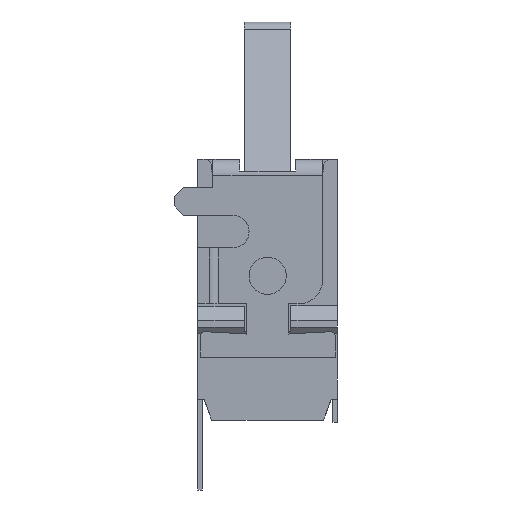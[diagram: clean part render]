
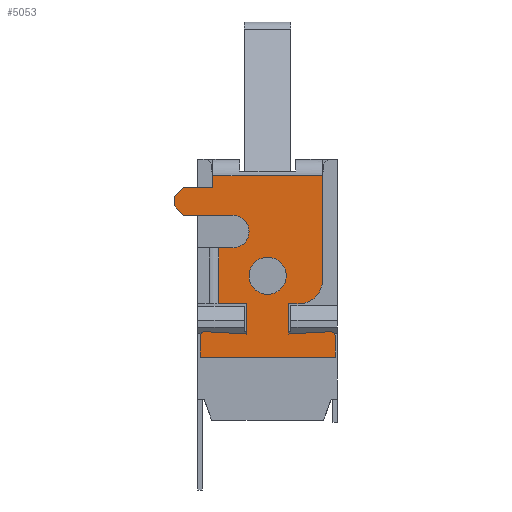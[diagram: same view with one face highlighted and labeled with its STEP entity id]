
A CAD part, left-side view. The second image highlights one B-rep face of the part: STEP entity #5053.
In plain terms, the highlighted planar face has unit normal (-1, 0, 0).
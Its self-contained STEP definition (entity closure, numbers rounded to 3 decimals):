
#16=FACE_BOUND('',#638,.T.);
#45=PLANE('',#5378);
#386=FACE_OUTER_BOUND('',#637,.T.);
#637=EDGE_LOOP('',(#3769,#3770,#3771,#3772,#3773,#3774,#3775,#3776,#3777,
#3778,#3779,#3780,#3781,#3782,#3783,#3784,#3785,#3786,#3787,#3788,#3789,
#3790,#3791));
#638=EDGE_LOOP('',(#3792,#3793));
#964=LINE('',#7219,#1642);
#971=LINE('',#7238,#1649);
#987=LINE('',#7278,#1665);
#992=LINE('',#7288,#1670);
#995=LINE('',#7296,#1673);
#1008=LINE('',#7337,#1686);
#1015=LINE('',#7354,#1693);
#1023=LINE('',#7372,#1701);
#1027=LINE('',#7381,#1705);
#1031=LINE('',#7387,#1709);
#1042=LINE('',#7415,#1720);
#1043=LINE('',#7417,#1721);
#1044=LINE('',#7419,#1722);
#1045=LINE('',#7420,#1723);
#1046=LINE('',#7421,#1724);
#1047=LINE('',#7423,#1725);
#1048=LINE('',#7425,#1726);
#1049=LINE('',#7427,#1727);
#1050=LINE('',#7428,#1728);
#1642=VECTOR('',#5823,1000.);
#1649=VECTOR('',#5836,1000.);
#1665=VECTOR('',#5864,1000.);
#1670=VECTOR('',#5871,1000.);
#1673=VECTOR('',#5878,1000.);
#1686=VECTOR('',#5913,1000.);
#1693=VECTOR('',#5926,1000.);
#1701=VECTOR('',#5938,1000.);
#1705=VECTOR('',#5944,1000.);
#1709=VECTOR('',#5950,1000.);
#1720=VECTOR('',#5979,1000.);
#1721=VECTOR('',#5980,1000.);
#1722=VECTOR('',#5981,1000.);
#1723=VECTOR('',#5982,1000.);
#1724=VECTOR('',#5983,1000.);
#1725=VECTOR('',#5984,1000.);
#1726=VECTOR('',#5985,1000.);
#1727=VECTOR('',#5986,1000.);
#1728=VECTOR('',#5987,1000.);
#2212=CIRCLE('',#5292,0.4);
#2213=CIRCLE('',#5293,0.4);
#2222=CIRCLE('',#5308,0.1);
#2224=CIRCLE('',#5312,0.1);
#2251=CIRCLE('',#5361,0.35);
#2255=CIRCLE('',#5372,0.5);
#2274=VERTEX_POINT('',#6926);
#2275=VERTEX_POINT('',#6928);
#2290=VERTEX_POINT('',#6964);
#2291=VERTEX_POINT('',#6965);
#2295=VERTEX_POINT('',#6975);
#2296=VERTEX_POINT('',#6976);
#2407=VERTEX_POINT('',#7216);
#2408=VERTEX_POINT('',#7218);
#2416=VERTEX_POINT('',#7235);
#2417=VERTEX_POINT('',#7237);
#2435=VERTEX_POINT('',#7277);
#2439=VERTEX_POINT('',#7287);
#2442=VERTEX_POINT('',#7295);
#2454=VERTEX_POINT('',#7325);
#2457=VERTEX_POINT('',#7330);
#2459=VERTEX_POINT('',#7336);
#2466=VERTEX_POINT('',#7352);
#2471=VERTEX_POINT('',#7365);
#2474=VERTEX_POINT('',#7370);
#2478=VERTEX_POINT('',#7380);
#2488=VERTEX_POINT('',#7416);
#2489=VERTEX_POINT('',#7418);
#2490=VERTEX_POINT('',#7422);
#2491=VERTEX_POINT('',#7424);
#2492=VERTEX_POINT('',#7426);
#2764=EDGE_CURVE('',#2275,#2274,#2212,.T.);
#2765=EDGE_CURVE('',#2274,#2275,#2213,.T.);
#2781=EDGE_CURVE('',#2290,#2291,#2222,.T.);
#2786=EDGE_CURVE('',#2295,#2296,#2224,.T.);
#2904=EDGE_CURVE('',#2407,#2408,#964,.T.);
#2913=EDGE_CURVE('',#2417,#2416,#971,.T.);
#2932=EDGE_CURVE('',#2296,#2435,#987,.T.);
#2937=EDGE_CURVE('',#2435,#2439,#992,.T.);
#2941=EDGE_CURVE('',#2439,#2442,#995,.T.);
#2959=EDGE_CURVE('',#2457,#2454,#2251,.T.);
#2961=EDGE_CURVE('',#2454,#2459,#1008,.T.);
#2970=EDGE_CURVE('',#2466,#2457,#1015,.T.);
#2978=EDGE_CURVE('',#2474,#2471,#1023,.T.);
#2982=EDGE_CURVE('',#2471,#2478,#1027,.T.);
#2986=EDGE_CURVE('',#2478,#2290,#1031,.T.);
#2988=EDGE_CURVE('',#2474,#2417,#2255,.T.);
#3001=EDGE_CURVE('',#2466,#2442,#1042,.T.);
#3002=EDGE_CURVE('',#2295,#2488,#1043,.T.);
#3003=EDGE_CURVE('',#2488,#2489,#1044,.T.);
#3004=EDGE_CURVE('',#2291,#2489,#1045,.T.);
#3005=EDGE_CURVE('',#2416,#2408,#1046,.T.);
#3006=EDGE_CURVE('',#2407,#2490,#1047,.T.);
#3007=EDGE_CURVE('',#2490,#2491,#1048,.T.);
#3008=EDGE_CURVE('',#2491,#2492,#1049,.T.);
#3009=EDGE_CURVE('',#2492,#2459,#1050,.T.);
#3769=ORIENTED_EDGE('',*,*,#2970,.F.);
#3770=ORIENTED_EDGE('',*,*,#3001,.T.);
#3771=ORIENTED_EDGE('',*,*,#2941,.F.);
#3772=ORIENTED_EDGE('',*,*,#2937,.F.);
#3773=ORIENTED_EDGE('',*,*,#2932,.F.);
#3774=ORIENTED_EDGE('',*,*,#2786,.F.);
#3775=ORIENTED_EDGE('',*,*,#3002,.T.);
#3776=ORIENTED_EDGE('',*,*,#3003,.T.);
#3777=ORIENTED_EDGE('',*,*,#3004,.F.);
#3778=ORIENTED_EDGE('',*,*,#2781,.F.);
#3779=ORIENTED_EDGE('',*,*,#2986,.F.);
#3780=ORIENTED_EDGE('',*,*,#2982,.F.);
#3781=ORIENTED_EDGE('',*,*,#2978,.F.);
#3782=ORIENTED_EDGE('',*,*,#2988,.T.);
#3783=ORIENTED_EDGE('',*,*,#2913,.T.);
#3784=ORIENTED_EDGE('',*,*,#3005,.T.);
#3785=ORIENTED_EDGE('',*,*,#2904,.F.);
#3786=ORIENTED_EDGE('',*,*,#3006,.T.);
#3787=ORIENTED_EDGE('',*,*,#3007,.T.);
#3788=ORIENTED_EDGE('',*,*,#3008,.T.);
#3789=ORIENTED_EDGE('',*,*,#3009,.T.);
#3790=ORIENTED_EDGE('',*,*,#2961,.F.);
#3791=ORIENTED_EDGE('',*,*,#2959,.F.);
#3792=ORIENTED_EDGE('',*,*,#2764,.T.);
#3793=ORIENTED_EDGE('',*,*,#2765,.T.);
#5053=ADVANCED_FACE('',(#386,#16),#45,.T.);
#5292=AXIS2_PLACEMENT_3D('',#6929,#5618,#5619);
#5293=AXIS2_PLACEMENT_3D('',#6930,#5620,#5621);
#5308=AXIS2_PLACEMENT_3D('',#6966,#5655,#5656);
#5312=AXIS2_PLACEMENT_3D('',#6977,#5665,#5666);
#5361=AXIS2_PLACEMENT_3D('',#7332,#5908,#5909);
#5372=AXIS2_PLACEMENT_3D('',#7390,#5955,#5956);
#5378=AXIS2_PLACEMENT_3D('',#7414,#5977,#5978);
#5618=DIRECTION('center_axis',(1.,0.,0.));
#5619=DIRECTION('ref_axis',(0.,0.,-1.));
#5620=DIRECTION('center_axis',(1.,0.,0.));
#5621=DIRECTION('ref_axis',(0.,0.,-1.));
#5655=DIRECTION('center_axis',(1.,0.,0.));
#5656=DIRECTION('ref_axis',(0.,1.,0.));
#5665=DIRECTION('center_axis',(1.,0.,0.));
#5666=DIRECTION('ref_axis',(0.,-1.,0.));
#5823=DIRECTION('',(0.,0.,1.));
#5836=DIRECTION('',(0.,0.,1.));
#5864=DIRECTION('',(0.,-0.998,-0.056));
#5871=DIRECTION('',(0.,0.,1.));
#5878=DIRECTION('',(0.,1.,0.));
#5908=DIRECTION('center_axis',(-1.,0.,0.));
#5909=DIRECTION('ref_axis',(0.,1.,0.));
#5913=DIRECTION('',(0.,1.,0.));
#5926=DIRECTION('',(0.,-1.,0.));
#5938=DIRECTION('',(0.,1.,0.));
#5944=DIRECTION('',(0.,0.,-1.));
#5950=DIRECTION('',(0.,-0.998,0.056));
#5955=DIRECTION('center_axis',(-1.,0.,0.));
#5956=DIRECTION('ref_axis',(0.,0.,-1.));
#5977=DIRECTION('center_axis',(-1.,0.,0.));
#5978=DIRECTION('ref_axis',(0.,0.,-1.));
#5979=DIRECTION('',(0.,0.,-1.));
#5980=DIRECTION('',(0.,0.,-1.));
#5981=DIRECTION('',(0.,-1.,0.));
#5982=DIRECTION('',(0.,0.,-1.));
#5983=DIRECTION('',(0.,1.,0.));
#5984=DIRECTION('',(0.,1.,0.));
#5985=DIRECTION('',(0.,0.707,-0.707));
#5986=DIRECTION('',(0.,0.,-1.));
#5987=DIRECTION('',(0.,-0.707,-0.707));
#6926=CARTESIAN_POINT('',(-3.749,0.,3.495));
#6928=CARTESIAN_POINT('',(-3.749,0.,2.695));
#6929=CARTESIAN_POINT('Origin',(-3.749,0.,
3.095));
#6930=CARTESIAN_POINT('Origin',(-3.749,0.,
3.095));
#6964=CARTESIAN_POINT('',(-3.749,-1.344,1.895));
#6965=CARTESIAN_POINT('',(-3.749,-1.45,1.795));
#6966=CARTESIAN_POINT('Origin',(-3.749,-1.35,1.795));
#6975=CARTESIAN_POINT('',(-3.749,1.45,1.795));
#6976=CARTESIAN_POINT('',(-3.749,1.344,1.895));
#6977=CARTESIAN_POINT('Origin',(-3.749,1.35,1.795));
#7216=CARTESIAN_POINT('',(-3.749,1.175,4.995));
#7218=CARTESIAN_POINT('',(-3.749,1.175,5.245));
#7219=CARTESIAN_POINT('',(-3.749,1.175,5.145));
#7235=CARTESIAN_POINT('',(-3.749,-1.175,5.245));
#7237=CARTESIAN_POINT('',(-3.749,-1.175,2.995));
#7238=CARTESIAN_POINT('',(-3.749,-1.175,5.145));
#7277=CARTESIAN_POINT('',(-3.749,0.45,1.845));
#7278=CARTESIAN_POINT('',(-3.749,1.344,1.895));
#7287=CARTESIAN_POINT('',(-3.749,0.45,2.495));
#7288=CARTESIAN_POINT('',(-3.749,0.45,1.845));
#7295=CARTESIAN_POINT('',(-3.749,1.055,2.495));
#7296=CARTESIAN_POINT('',(-3.749,0.45,2.495));
#7325=CARTESIAN_POINT('',(-3.749,0.75,4.395));
#7330=CARTESIAN_POINT('',(-3.749,0.75,3.695));
#7332=CARTESIAN_POINT('Origin',(-3.749,0.75,4.045));
#7336=CARTESIAN_POINT('',(-3.749,1.8,4.395));
#7337=CARTESIAN_POINT('',(-3.749,0.75,4.395));
#7352=CARTESIAN_POINT('',(-3.749,1.055,3.695));
#7354=CARTESIAN_POINT('',(-3.749,0.75,3.695));
#7365=CARTESIAN_POINT('',(-3.749,-0.45,2.495));
#7370=CARTESIAN_POINT('',(-3.749,-0.675,2.495));
#7372=CARTESIAN_POINT('',(-3.749,-0.45,2.495));
#7380=CARTESIAN_POINT('',(-3.749,-0.45,1.845));
#7381=CARTESIAN_POINT('',(-3.749,-0.45,1.845));
#7387=CARTESIAN_POINT('',(-3.749,-1.344,1.895));
#7390=CARTESIAN_POINT('Origin',(-3.749,-0.675,2.995));
#7414=CARTESIAN_POINT('Origin',(-3.749,1.45,5.595));
#7415=CARTESIAN_POINT('',(-3.749,1.055,5.595));
#7416=CARTESIAN_POINT('',(-3.749,1.45,1.345));
#7417=CARTESIAN_POINT('',(-3.749,1.45,5.595));
#7418=CARTESIAN_POINT('',(-3.749,-1.45,1.345));
#7419=CARTESIAN_POINT('',(-3.749,1.45,1.345));
#7420=CARTESIAN_POINT('',(-3.749,-1.45,5.595));
#7421=CARTESIAN_POINT('',(-3.749,1.45,5.245));
#7422=CARTESIAN_POINT('',(-3.749,1.8,4.995));
#7423=CARTESIAN_POINT('',(-3.749,1.175,4.995));
#7424=CARTESIAN_POINT('',(-3.749,2.,4.795));
#7425=CARTESIAN_POINT('',(-3.749,1.325,5.47));
#7426=CARTESIAN_POINT('',(-3.749,2.,4.595));
#7427=CARTESIAN_POINT('',(-3.749,2.,4.395));
#7428=CARTESIAN_POINT('',(-3.749,2.225,4.82));
